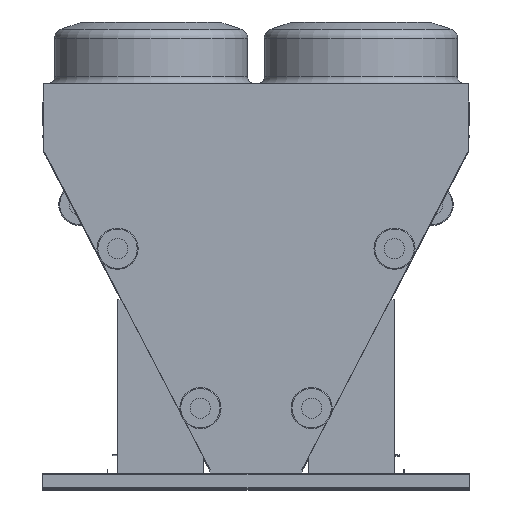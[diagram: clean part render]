
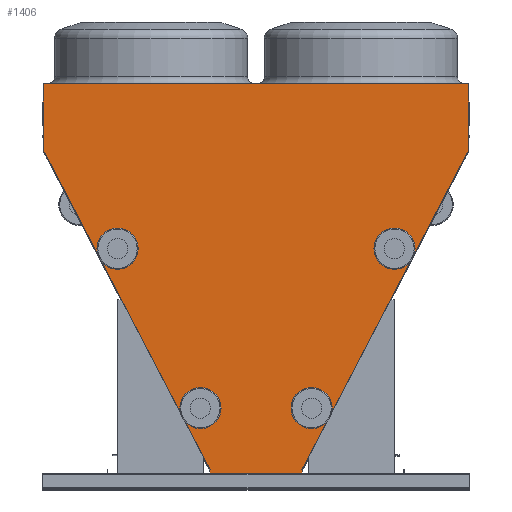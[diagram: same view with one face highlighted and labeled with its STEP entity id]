
A CAD part, top view. The second image highlights one B-rep face of the part: STEP entity #1406.
In plain terms, the highlighted planar face has unit normal (0, 0, 1).
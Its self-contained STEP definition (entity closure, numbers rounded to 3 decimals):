
#155 = CARTESIAN_POINT ( 'NONE',  ( -246.893, 17.358, 0. ) ) ;
#163 = DIRECTION ( 'NONE',  ( -1., 0., 0. ) ) ;
#183 = DIRECTION ( 'NONE',  ( 0., 0., -1. ) ) ;
#388 = LINE ( 'NONE', #155, #3729 ) ;
#473 = LINE ( 'NONE', #6182, #8669 ) ;
#499 = VERTEX_POINT ( 'NONE', #17265 ) ;
#1077 = VECTOR ( 'NONE', #17367, 1000. ) ;
#1149 = DIRECTION ( 'NONE',  ( 0., 1., 0. ) ) ;
#1202 = EDGE_CURVE ( 'NONE', #8627, #9287, #10839, .T. ) ;
#1336 = DIRECTION ( 'NONE',  ( -0.463, 0.886, 0. ) ) ;
#1406 = ADVANCED_FACE ( 'NONE', ( #3459 ), #19599, .F. ) ;
#1683 = CARTESIAN_POINT ( 'NONE',  ( 246.893, 1.482, 0. ) ) ;
#1790 = ORIENTED_EDGE ( 'NONE', *, *, #7883, .T. ) ;
#1939 = VERTEX_POINT ( 'NONE', #1683 ) ;
#1957 = CARTESIAN_POINT ( 'NONE',  ( -279.893, 0., 0. ) ) ;
#2148 = DIRECTION ( 'NONE',  ( 0.462, -0.887, 0. ) ) ;
#2463 = EDGE_LOOP ( 'NONE', ( #5909, #1790, #4718, #12419, #12556, #20716, #20001, #19171, #10774, #12162, #4583, #10622, #16573, #5253, #3561, #7030, #14644, #5680 ) ) ;
#2649 = LINE ( 'NONE', #20976, #6491 ) ;
#3057 = EDGE_CURVE ( 'NONE', #9287, #10679, #10545, .T. ) ;
#3335 = CARTESIAN_POINT ( 'NONE',  ( 1136.15, 2083.62, 0. ) ) ;
#3435 = DIRECTION ( 'NONE',  ( 0.887, 0.462, 0. ) ) ;
#3459 = FACE_OUTER_BOUND ( 'NONE', #2463, .T. ) ;
#3561 = ORIENTED_EDGE ( 'NONE', *, *, #3057, .T. ) ;
#3729 = VECTOR ( 'NONE', #14837, 1000. ) ;
#4056 = VERTEX_POINT ( 'NONE', #16150 ) ;
#4111 = EDGE_CURVE ( 'NONE', #15366, #1939, #2649, .T. ) ;
#4330 = VECTOR ( 'NONE', #15896, 1000. ) ;
#4386 = LINE ( 'NONE', #11192, #16800 ) ;
#4570 = EDGE_CURVE ( 'NONE', #1939, #13016, #14106, .T. ) ;
#4583 = ORIENTED_EDGE ( 'NONE', *, *, #4111, .T. ) ;
#4718 = ORIENTED_EDGE ( 'NONE', *, *, #16357, .T. ) ;
#4769 = LINE ( 'NONE', #14805, #8598 ) ;
#4932 = CARTESIAN_POINT ( 'NONE',  ( -1136.282, 1727.462, 0. ) ) ;
#5050 = CARTESIAN_POINT ( 'NONE',  ( 246.893, 17.358, 0. ) ) ;
#5104 = EDGE_CURVE ( 'NONE', #17057, #16407, #17811, .T. ) ;
#5174 = CARTESIAN_POINT ( 'NONE',  ( 1127.607, 1711.053, 0. ) ) ;
#5253 = ORIENTED_EDGE ( 'NONE', *, *, #1202, .T. ) ;
#5452 = VECTOR ( 'NONE', #17590, 1000. ) ;
#5680 = ORIENTED_EDGE ( 'NONE', *, *, #6135, .T. ) ;
#5909 = ORIENTED_EDGE ( 'NONE', *, *, #11698, .T. ) ;
#6116 = VECTOR ( 'NONE', #3435, 1000. ) ;
#6135 = EDGE_CURVE ( 'NONE', #9882, #4056, #20536, .T. ) ;
#6182 = CARTESIAN_POINT ( 'NONE',  ( 279.893, 0., 0. ) ) ;
#6317 = VERTEX_POINT ( 'NONE', #7029 ) ;
#6491 = VECTOR ( 'NONE', #163, 1000. ) ;
#6609 = VERTEX_POINT ( 'NONE', #4932 ) ;
#6978 = CARTESIAN_POINT ( 'NONE',  ( 1136.15, 1727.462, 0. ) ) ;
#7029 = CARTESIAN_POINT ( 'NONE',  ( -246.893, 1.482, 0. ) ) ;
#7030 = ORIENTED_EDGE ( 'NONE', *, *, #15663, .T. ) ;
#7061 = VECTOR ( 'NONE', #8383, 1000. ) ;
#7067 = VECTOR ( 'NONE', #14320, 1000. ) ;
#7073 = EDGE_CURVE ( 'NONE', #11444, #10345, #12468, .T. ) ;
#7335 = CARTESIAN_POINT ( 'NONE',  ( -245.403, 20.223, 0. ) ) ;
#7518 = DIRECTION ( 'NONE',  ( 1., 0., 0. ) ) ;
#7690 = VECTOR ( 'NONE', #13063, 1000. ) ;
#7716 = CARTESIAN_POINT ( 'NONE',  ( -279.893, 0., 0. ) ) ;
#7883 = EDGE_CURVE ( 'NONE', #6609, #9368, #19204, .T. ) ;
#8383 = DIRECTION ( 'NONE',  ( 0.462, 0.887, 0. ) ) ;
#8485 = CARTESIAN_POINT ( 'NONE',  ( -279.893, 1.482, 0. ) ) ;
#8598 = VECTOR ( 'NONE', #11518, 1000. ) ;
#8627 = VERTEX_POINT ( 'NONE', #18836 ) ;
#8669 = VECTOR ( 'NONE', #10991, 1000. ) ;
#9287 = VERTEX_POINT ( 'NONE', #14416 ) ;
#9368 = VERTEX_POINT ( 'NONE', #11317 ) ;
#9553 = CARTESIAN_POINT ( 'NONE',  ( 246.893, 17.358, 0. ) ) ;
#9809 = VECTOR ( 'NONE', #2148, 1000. ) ;
#9854 = VECTOR ( 'NONE', #1149, 1000. ) ;
#9882 = VERTEX_POINT ( 'NONE', #3335 ) ;
#9941 = CARTESIAN_POINT ( 'NONE',  ( 0., 0., 0. ) ) ;
#10276 = AXIS2_PLACEMENT_3D ( 'NONE', #9941, #183, #11582 ) ;
#10345 = VERTEX_POINT ( 'NONE', #15957 ) ;
#10545 = LINE ( 'NONE', #15019, #18115 ) ;
#10621 = VERTEX_POINT ( 'NONE', #6978 ) ;
#10622 = ORIENTED_EDGE ( 'NONE', *, *, #4570, .T. ) ;
#10679 = VERTEX_POINT ( 'NONE', #15187 ) ;
#10774 = ORIENTED_EDGE ( 'NONE', *, *, #18368, .T. ) ;
#10839 = LINE ( 'NONE', #15905, #7067 ) ;
#10991 = DIRECTION ( 'NONE',  ( 0., 1., 0. ) ) ;
#11192 = CARTESIAN_POINT ( 'NONE',  ( -1136.282, 1727.462, 0. ) ) ;
#11317 = CARTESIAN_POINT ( 'NONE',  ( -1127.739, 1711.053, 0. ) ) ;
#11444 = VERTEX_POINT ( 'NONE', #7335 ) ;
#11518 = DIRECTION ( 'NONE',  ( -1., 0., 0. ) ) ;
#11582 = DIRECTION ( 'NONE',  ( -1., 0., 0. ) ) ;
#11692 = CARTESIAN_POINT ( 'NONE',  ( -1127.739, 1711.053, 0. ) ) ;
#11698 = EDGE_CURVE ( 'NONE', #4056, #6609, #4386, .T. ) ;
#11909 = VECTOR ( 'NONE', #7518, 1000. ) ;
#12162 = ORIENTED_EDGE ( 'NONE', *, *, #13722, .T. ) ;
#12419 = ORIENTED_EDGE ( 'NONE', *, *, #19311, .T. ) ;
#12468 = LINE ( 'NONE', #20646, #4330 ) ;
#12545 = CARTESIAN_POINT ( 'NONE',  ( 1136.15, 2083.62, 0. ) ) ;
#12556 = ORIENTED_EDGE ( 'NONE', *, *, #7073, .T. ) ;
#12936 = DIRECTION ( 'NONE',  ( 0., -1., 0. ) ) ;
#12993 = LINE ( 'NONE', #17484, #13502 ) ;
#13016 = VERTEX_POINT ( 'NONE', #5050 ) ;
#13063 = DIRECTION ( 'NONE',  ( -1., 0., 0. ) ) ;
#13205 = CARTESIAN_POINT ( 'NONE',  ( -1127.739, 1711.053, 0. ) ) ;
#13502 = VECTOR ( 'NONE', #1336, 1000. ) ;
#13722 = EDGE_CURVE ( 'NONE', #499, #15366, #473, .T. ) ;
#13724 = EDGE_CURVE ( 'NONE', #13016, #8627, #12993, .T. ) ;
#14106 = LINE ( 'NONE', #9553, #5452 ) ;
#14208 = LINE ( 'NONE', #12545, #9854 ) ;
#14320 = DIRECTION ( 'NONE',  ( 0.462, 0.887, 0. ) ) ;
#14416 = CARTESIAN_POINT ( 'NONE',  ( 1126.218, 1711.776, 0. ) ) ;
#14644 = ORIENTED_EDGE ( 'NONE', *, *, #18455, .T. ) ;
#14805 = CARTESIAN_POINT ( 'NONE',  ( -279.893, 1.482, 0. ) ) ;
#14837 = DIRECTION ( 'NONE',  ( 0., -1., 0. ) ) ;
#15019 = CARTESIAN_POINT ( 'NONE',  ( 1127.607, 1711.053, 0. ) ) ;
#15187 = CARTESIAN_POINT ( 'NONE',  ( 1127.607, 1711.053, 0. ) ) ;
#15366 = VERTEX_POINT ( 'NONE', #18826 ) ;
#15628 = EDGE_CURVE ( 'NONE', #10345, #6317, #388, .T. ) ;
#15651 = LINE ( 'NONE', #5174, #7061 ) ;
#15663 = EDGE_CURVE ( 'NONE', #10679, #10621, #15651, .T. ) ;
#15896 = DIRECTION ( 'NONE',  ( -0.461, -0.887, 0. ) ) ;
#15905 = CARTESIAN_POINT ( 'NONE',  ( 245.39, 20.232, 0. ) ) ;
#15957 = CARTESIAN_POINT ( 'NONE',  ( -246.893, 17.358, 0. ) ) ;
#16150 = CARTESIAN_POINT ( 'NONE',  ( -1136.282, 2083.62, 0. ) ) ;
#16357 = EDGE_CURVE ( 'NONE', #9368, #18170, #18504, .T. ) ;
#16407 = VERTEX_POINT ( 'NONE', #1957 ) ;
#16573 = ORIENTED_EDGE ( 'NONE', *, *, #13724, .T. ) ;
#16800 = VECTOR ( 'NONE', #12936, 1000. ) ;
#17057 = VERTEX_POINT ( 'NONE', #8485 ) ;
#17177 = CARTESIAN_POINT ( 'NONE',  ( 279.893, 0., 0. ) ) ;
#17265 = CARTESIAN_POINT ( 'NONE',  ( 279.893, 0., 0. ) ) ;
#17367 = DIRECTION ( 'NONE',  ( 0., -1., 0. ) ) ;
#17484 = CARTESIAN_POINT ( 'NONE',  ( 246.893, 17.358, 0. ) ) ;
#17590 = DIRECTION ( 'NONE',  ( 0., 1., 0. ) ) ;
#17664 = CARTESIAN_POINT ( 'NONE',  ( -1136.282, 2083.62, 0. ) ) ;
#17811 = LINE ( 'NONE', #7716, #1077 ) ;
#18115 = VECTOR ( 'NONE', #18225, 1000. ) ;
#18170 = VERTEX_POINT ( 'NONE', #19910 ) ;
#18225 = DIRECTION ( 'NONE',  ( 0.887, -0.462, 0. ) ) ;
#18368 = EDGE_CURVE ( 'NONE', #16407, #499, #20458, .T. ) ;
#18400 = LINE ( 'NONE', #19960, #9809 ) ;
#18455 = EDGE_CURVE ( 'NONE', #10621, #9882, #14208, .T. ) ;
#18504 = LINE ( 'NONE', #13205, #6116 ) ;
#18678 = EDGE_CURVE ( 'NONE', #6317, #17057, #4769, .T. ) ;
#18826 = CARTESIAN_POINT ( 'NONE',  ( 279.893, 1.482, 0. ) ) ;
#18836 = CARTESIAN_POINT ( 'NONE',  ( 245.39, 20.232, 0. ) ) ;
#19171 = ORIENTED_EDGE ( 'NONE', *, *, #5104, .T. ) ;
#19204 = LINE ( 'NONE', #11692, #19708 ) ;
#19311 = EDGE_CURVE ( 'NONE', #18170, #11444, #18400, .T. ) ;
#19599 = PLANE ( 'NONE',  #10276 ) ;
#19708 = VECTOR ( 'NONE', #19777, 1000. ) ;
#19777 = DIRECTION ( 'NONE',  ( 0.462, -0.887, 0. ) ) ;
#19910 = CARTESIAN_POINT ( 'NONE',  ( -1126.246, 1711.83, 0. ) ) ;
#19960 = CARTESIAN_POINT ( 'NONE',  ( -245.403, 20.223, 0. ) ) ;
#20001 = ORIENTED_EDGE ( 'NONE', *, *, #18678, .T. ) ;
#20458 = LINE ( 'NONE', #17177, #11909 ) ;
#20536 = LINE ( 'NONE', #17664, #7690 ) ;
#20646 = CARTESIAN_POINT ( 'NONE',  ( -246.893, 17.358, 0. ) ) ;
#20716 = ORIENTED_EDGE ( 'NONE', *, *, #15628, .T. ) ;
#20976 = CARTESIAN_POINT ( 'NONE',  ( 279.893, 1.482, 0. ) ) ;
